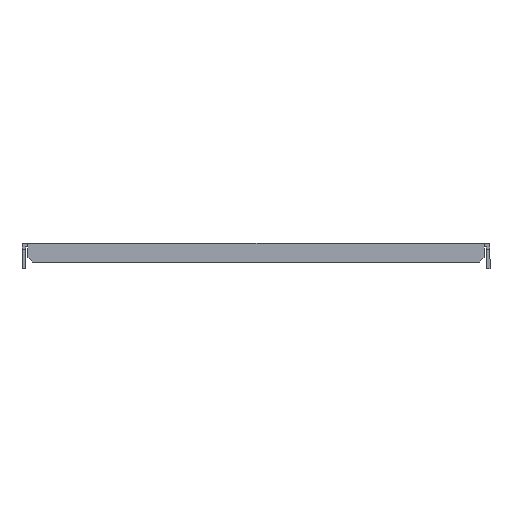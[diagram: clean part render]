
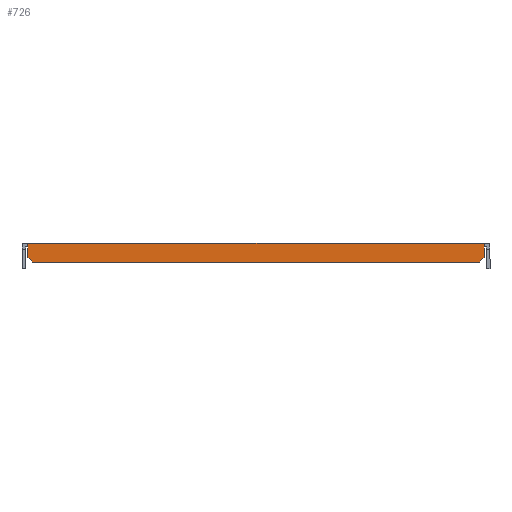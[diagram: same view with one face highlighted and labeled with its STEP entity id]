
A CAD part, front view. The second image highlights one B-rep face of the part: STEP entity #726.
In plain terms, the highlighted planar face has unit normal (0, -1, 0).
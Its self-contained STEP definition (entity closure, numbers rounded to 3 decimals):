
#14 = CARTESIAN_POINT ( 'NONE',  ( 97., -110., -6. ) ) ;
#28 = LINE ( 'NONE', #42, #2148 ) ;
#42 = CARTESIAN_POINT ( 'NONE',  ( 0., -110., -8. ) ) ;
#95 = EDGE_CURVE ( 'NONE', #635, #1455, #2213, .T. ) ;
#118 = CARTESIAN_POINT ( 'NONE',  ( -97., -110., 0. ) ) ;
#229 = EDGE_CURVE ( 'NONE', #2680, #1983, #2683, .T. ) ;
#251 = ORIENTED_EDGE ( 'NONE', *, *, #1519, .T. ) ;
#467 = VERTEX_POINT ( 'NONE', #719 ) ;
#556 = LINE ( 'NONE', #777, #1055 ) ;
#608 = EDGE_CURVE ( 'NONE', #2220, #2680, #2283, .T. ) ;
#635 = VERTEX_POINT ( 'NONE', #988 ) ;
#652 = CARTESIAN_POINT ( 'NONE',  ( 97., -110., -2.5 ) ) ;
#719 = CARTESIAN_POINT ( 'NONE',  ( -97., -110., -6. ) ) ;
#726 = ADVANCED_FACE ( 'NONE', ( #1281 ), #1689, .F. ) ;
#733 = CARTESIAN_POINT ( 'NONE',  ( 97., -110., 0. ) ) ;
#777 = CARTESIAN_POINT ( 'NONE',  ( -97., -110., 0. ) ) ;
#813 = ORIENTED_EDGE ( 'NONE', *, *, #1313, .F. ) ;
#816 = CARTESIAN_POINT ( 'NONE',  ( 0., -110., 0. ) ) ;
#885 = VECTOR ( 'NONE', #1249, 1000. ) ;
#965 = CARTESIAN_POINT ( 'NONE',  ( 97., -110., -6. ) ) ;
#988 = CARTESIAN_POINT ( 'NONE',  ( 95., -110., -8. ) ) ;
#993 = CARTESIAN_POINT ( 'NONE',  ( 97., -110., 0. ) ) ;
#1055 = VECTOR ( 'NONE', #2223, 1000. ) ;
#1095 = VERTEX_POINT ( 'NONE', #1505 ) ;
#1125 = LINE ( 'NONE', #1950, #1364 ) ;
#1167 = EDGE_LOOP ( 'NONE', ( #1668, #2379, #251, #1583, #1201, #1900, #1846, #813 ) ) ;
#1201 = ORIENTED_EDGE ( 'NONE', *, *, #2053, .T. ) ;
#1219 = EDGE_CURVE ( 'NONE', #467, #1710, #1125, .T. ) ;
#1249 = DIRECTION ( 'NONE',  ( 0., 0., 1. ) ) ;
#1281 = FACE_OUTER_BOUND ( 'NONE', #1167, .T. ) ;
#1309 = CARTESIAN_POINT ( 'NONE',  ( 0., -110., 0. ) ) ;
#1313 = EDGE_CURVE ( 'NONE', #1095, #1983, #556, .T. ) ;
#1364 = VECTOR ( 'NONE', #1741, 1000. ) ;
#1437 = CARTESIAN_POINT ( 'NONE',  ( -95., -110., -8. ) ) ;
#1455 = VERTEX_POINT ( 'NONE', #14 ) ;
#1492 = VECTOR ( 'NONE', #1595, 1000. ) ;
#1501 = DIRECTION ( 'NONE',  ( 1., 0., 0. ) ) ;
#1505 = CARTESIAN_POINT ( 'NONE',  ( -97., -110., -2.5 ) ) ;
#1519 = EDGE_CURVE ( 'NONE', #1710, #635, #28, .T. ) ;
#1583 = ORIENTED_EDGE ( 'NONE', *, *, #95, .T. ) ;
#1595 = DIRECTION ( 'NONE',  ( 0.707, 0., 0.707 ) ) ;
#1623 = VECTOR ( 'NONE', #2241, 1000. ) ;
#1643 = DIRECTION ( 'NONE',  ( -1., 0., 0. ) ) ;
#1659 = VECTOR ( 'NONE', #1643, 1000. ) ;
#1668 = ORIENTED_EDGE ( 'NONE', *, *, #1959, .T. ) ;
#1674 = LINE ( 'NONE', #993, #885 ) ;
#1689 = PLANE ( 'NONE',  #2619 ) ;
#1709 = DIRECTION ( 'NONE',  ( 0., 0., 1. ) ) ;
#1710 = VERTEX_POINT ( 'NONE', #1437 ) ;
#1741 = DIRECTION ( 'NONE',  ( 0.707, 0., -0.707 ) ) ;
#1846 = ORIENTED_EDGE ( 'NONE', *, *, #229, .T. ) ;
#1900 = ORIENTED_EDGE ( 'NONE', *, *, #608, .T. ) ;
#1916 = VECTOR ( 'NONE', #2464, 1000. ) ;
#1950 = CARTESIAN_POINT ( 'NONE',  ( -95., -110., -8. ) ) ;
#1959 = EDGE_CURVE ( 'NONE', #1095, #467, #1988, .T. ) ;
#1983 = VERTEX_POINT ( 'NONE', #2052 ) ;
#1988 = LINE ( 'NONE', #118, #1623 ) ;
#2052 = CARTESIAN_POINT ( 'NONE',  ( -97., -110., 0. ) ) ;
#2053 = EDGE_CURVE ( 'NONE', #1455, #2220, #1674, .T. ) ;
#2074 = CARTESIAN_POINT ( 'NONE',  ( 97., -110., -2.5 ) ) ;
#2113 = DIRECTION ( 'NONE',  ( 0., 1., 0. ) ) ;
#2148 = VECTOR ( 'NONE', #1501, 1000. ) ;
#2213 = LINE ( 'NONE', #965, #1492 ) ;
#2220 = VERTEX_POINT ( 'NONE', #652 ) ;
#2223 = DIRECTION ( 'NONE',  ( 0., 0., 1. ) ) ;
#2241 = DIRECTION ( 'NONE',  ( 0., 0., -1. ) ) ;
#2283 = LINE ( 'NONE', #2074, #1916 ) ;
#2379 = ORIENTED_EDGE ( 'NONE', *, *, #1219, .T. ) ;
#2464 = DIRECTION ( 'NONE',  ( 0., 0., 1. ) ) ;
#2619 = AXIS2_PLACEMENT_3D ( 'NONE', #1309, #2113, #1709 ) ;
#2680 = VERTEX_POINT ( 'NONE', #733 ) ;
#2683 = LINE ( 'NONE', #816, #1659 ) ;
